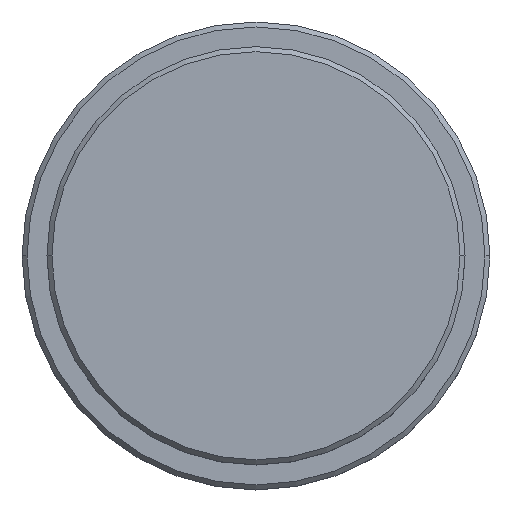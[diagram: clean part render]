
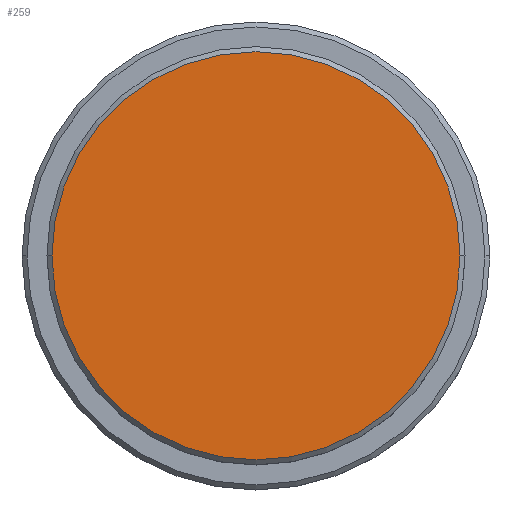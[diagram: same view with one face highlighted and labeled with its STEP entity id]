
A CAD part, top view. The second image highlights one B-rep face of the part: STEP entity #259.
In plain terms, the highlighted planar face has unit normal (0, 0, 1).
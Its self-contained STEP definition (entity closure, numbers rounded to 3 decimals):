
#36 = FACE_OUTER_BOUND ( 'NONE', #176, .T. ) ;
#38 = VERTEX_POINT ( 'NONE', #992 ) ;
#39 = EDGE_CURVE ( 'NONE', #38, #147, #973, .T. ) ;
#104 = DIRECTION ( 'NONE',  ( 1., 0., 0. ) ) ;
#147 = VERTEX_POINT ( 'NONE', #543 ) ;
#176 = EDGE_LOOP ( 'NONE', ( #505, #866 ) ) ;
#246 = DIRECTION ( 'NONE',  ( 1., 0., 0. ) ) ;
#257 = PLANE ( 'NONE',  #630 ) ;
#259 = ADVANCED_FACE ( 'NONE', ( #36 ), #257, .T. ) ;
#358 = AXIS2_PLACEMENT_3D ( 'NONE', #1409, #1179, #417 ) ;
#417 = DIRECTION ( 'NONE',  ( 1., 0., 0. ) ) ;
#461 = CARTESIAN_POINT ( 'NONE',  ( 0., 0., 0. ) ) ;
#505 = ORIENTED_EDGE ( 'NONE', *, *, #39, .T. ) ;
#543 = CARTESIAN_POINT ( 'NONE',  ( 20.5, 0., 0. ) ) ;
#588 = AXIS2_PLACEMENT_3D ( 'NONE', #751, #1193, #104 ) ;
#630 = AXIS2_PLACEMENT_3D ( 'NONE', #461, #1237, #246 ) ;
#672 = EDGE_CURVE ( 'NONE', #147, #38, #774, .T. ) ;
#751 = CARTESIAN_POINT ( 'NONE',  ( 0., 0., 0. ) ) ;
#774 = CIRCLE ( 'NONE', #358, 20.5 ) ;
#866 = ORIENTED_EDGE ( 'NONE', *, *, #672, .T. ) ;
#973 = CIRCLE ( 'NONE', #588, 20.5 ) ;
#992 = CARTESIAN_POINT ( 'NONE',  ( -20.5, 0., 0. ) ) ;
#1179 = DIRECTION ( 'NONE',  ( 0., 0., 1. ) ) ;
#1193 = DIRECTION ( 'NONE',  ( 0., 0., 1. ) ) ;
#1237 = DIRECTION ( 'NONE',  ( 0., 0., 1. ) ) ;
#1409 = CARTESIAN_POINT ( 'NONE',  ( 0., 0., 0. ) ) ;
